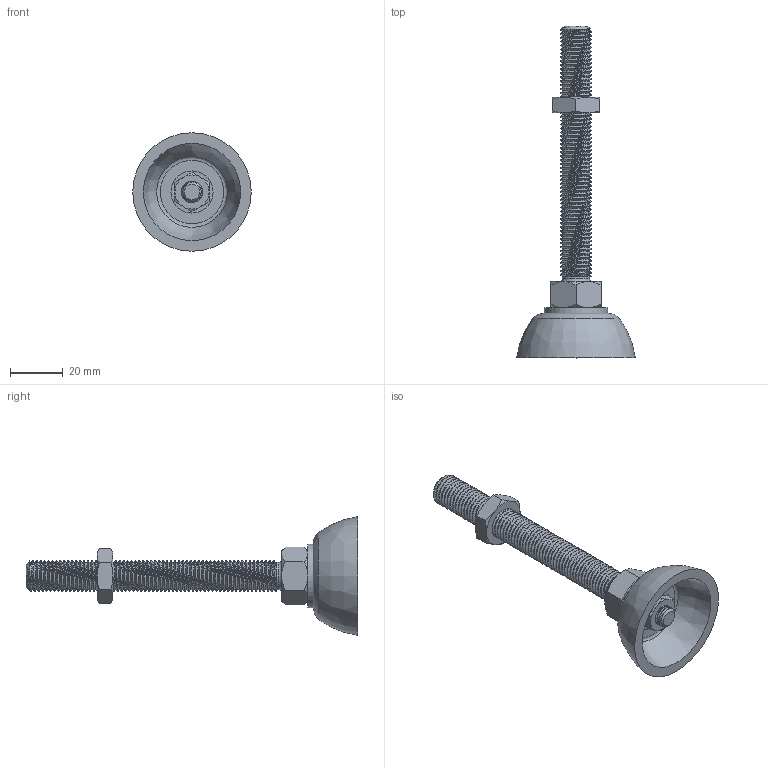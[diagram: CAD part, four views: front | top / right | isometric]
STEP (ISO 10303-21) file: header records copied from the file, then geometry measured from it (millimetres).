
FILE_DESCRIPTION (( 'STEP AP203' ), '1' );
FILE_NAME ('AL-340.0502A.01 Îïîðà ðåãóëèðóåìàÿ D45 M12 97.STEP', '2023-08-07T11:27:05', ( '' ), ( '' ), 'SwSTEP 2.0', 'SolidWorks 2021', '' );
FILE_SCHEMA (( 'CONFIG_CONTROL_DESIGN' ));
Length unit declared in the file: millimetre
Products named in the file (7): AL-340.0502A.01 Îïîðà ðåãóëèðóåìàÿ D45 M12 97; plain washer grade c_din_Washer DIN 126 - 9; hex thin nut chamfered gradeab_din_Hexagon Thin Nut ISO 4035 - M8 - N; Øïèëüêà Ì12õ97 ìì; hex thin nut chamfered gradeab_din_Hexagon Thin Nut ISO 4035 - M12 - N; Îñíîâàíèå ïîä øïèëüêó; plain washer large_din_Washer DIN 9021 - 8.4
Assembly tree (6 placements, depth 2):
  AL-340.0502A.01 Îïîðà ðåãóëèðóåìàÿ D45 M12 97
    Îñíîâàíèå ïîä øïèëüêó
    Øïèëüêà Ì12õ97 ìì
    plain washer large_din_Washer DIN 9021 - 8.4
    plain washer grade c_din_Washer DIN 126 - 9
    hex thin nut chamfered gradeab_din_Hexagon Thin Nut ISO 4035 - M8 - N
    hex thin nut chamfered gradeab_din_Hexagon Thin Nut ISO 4035 - M12 - N
Bounding box: 45 x 126 x 45 mm (x, y, z)
Volume: 30077.6 mm3; surface area: 18138.5 mm2
Topology: 6 solids, 6 shells, 104 faces, 217 edges, 130 vertices
Faces by surface type: cone 44, plane 35, cylinder 13, bspline 10, torus 2
Full cylindrical faces by diameter (mm): 6 x1, 6.8 x1, 8 x1, 8.4 x1, 8.5 x1, 9 x1, 10.2 x1, 10.3 x1, 12 x1, 16 x1, 24 x1
Entity records: 13927 total; most frequent: CARTESIAN_POINT 11270, ORIENTED_EDGE 376, DIRECTION 376, EDGE_CURVE 188, AXIS2_PLACEMENT_3D 178, EDGE_LOOP 142, VERTEX_POINT 124, FACE_OUTER_BOUND 121
